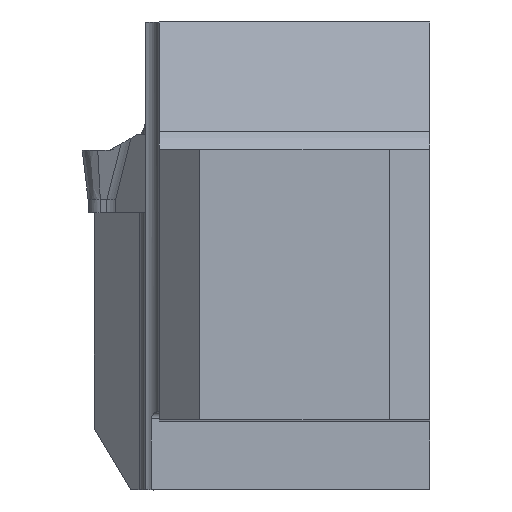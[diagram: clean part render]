
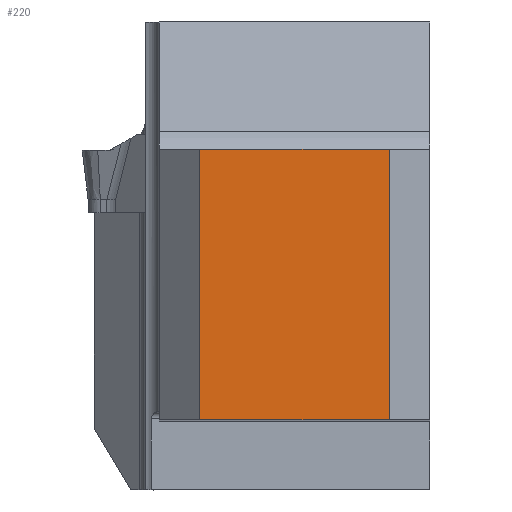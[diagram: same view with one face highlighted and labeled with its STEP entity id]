
A CAD part, top view. The second image highlights one B-rep face of the part: STEP entity #220.
In plain terms, the highlighted planar face has unit normal (0, 0, 1).
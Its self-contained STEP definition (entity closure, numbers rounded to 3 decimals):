
#220=ADVANCED_FACE('CU_BACK_SU1',(#354),#304,.F.);
#304=PLANE('',#1762);
#354=FACE_OUTER_BOUND('',#440,.T.);
#440=EDGE_LOOP('',(#641,#642,#643,#644));
#641=ORIENTED_EDGE('',*,*,#1214,.F.);
#642=ORIENTED_EDGE('',*,*,#1212,.T.);
#643=ORIENTED_EDGE('',*,*,#1215,.T.);
#644=ORIENTED_EDGE('',*,*,#1204,.F.);
#1044=VERTEX_POINT('',#2408);
#1045=VERTEX_POINT('',#2410);
#1049=VERTEX_POINT('',#2438);
#1050=VERTEX_POINT('',#2440);
#1204=EDGE_CURVE('',#1044,#1045,#1419,.T.);
#1212=EDGE_CURVE('',#1050,#1049,#1424,.T.);
#1214=EDGE_CURVE('',#1050,#1044,#1426,.T.);
#1215=EDGE_CURVE('',#1049,#1045,#1427,.T.);
#1419=LINE('',#2409,#1570);
#1424=LINE('',#2439,#1575);
#1426=LINE('',#2443,#1577);
#1427=LINE('',#2444,#1578);
#1570=VECTOR('',#1967,1.);
#1575=VECTOR('',#1980,1.);
#1577=VECTOR('',#1984,1.);
#1578=VECTOR('',#1985,1.);
#1762=AXIS2_PLACEMENT_3D('',#2445,#1986,#1987);
#1967=DIRECTION('',(1.,0.,0.));
#1980=DIRECTION('',(1.,0.,0.));
#1984=DIRECTION('',(0.,1.,0.));
#1985=DIRECTION('',(0.,1.,0.));
#1986=DIRECTION('',(0.,0.,-1.));
#1987=DIRECTION('',(-1.,0.,0.));
#2408=CARTESIAN_POINT('',(-16.925,19.925,0.));
#2409=CARTESIAN_POINT('',(-110.,19.925,0.));
#2410=CARTESIAN_POINT('',(-3.,19.925,0.));
#2438=CARTESIAN_POINT('',(-3.,0.,0.));
#2439=CARTESIAN_POINT('',(-110.,0.,0.));
#2440=CARTESIAN_POINT('',(-16.925,0.,0.));
#2443=CARTESIAN_POINT('',(-16.925,0.,0.));
#2444=CARTESIAN_POINT('',(-3.,0.,0.));
#2445=CARTESIAN_POINT('',(22.996,39.925,0.));
